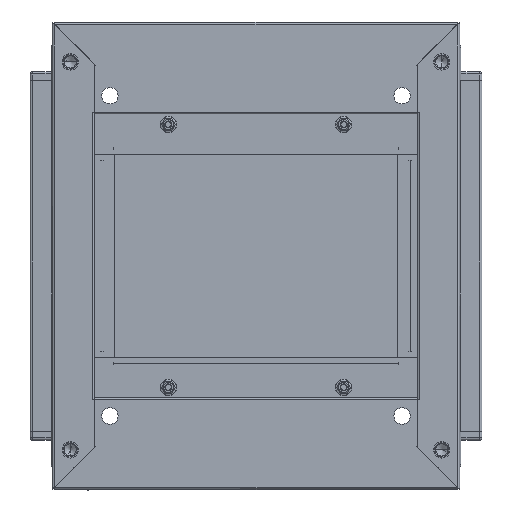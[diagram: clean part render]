
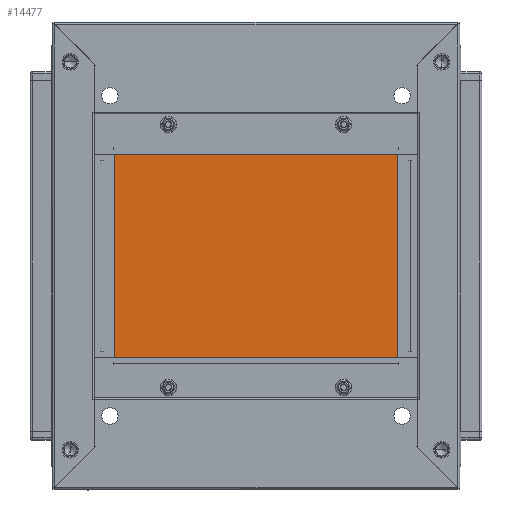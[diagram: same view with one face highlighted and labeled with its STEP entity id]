
A CAD part, top view. The second image highlights one B-rep face of the part: STEP entity #14477.
In plain terms, the highlighted planar face has unit normal (0, 0, 1).
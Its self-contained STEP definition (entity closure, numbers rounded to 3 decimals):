
#75 = CARTESIAN_POINT ( 'NONE',  ( -100., 140., 0. ) ) ;
#76 = DIRECTION ( 'NONE',  ( -1., 0., 0. ) ) ;
#82 = CARTESIAN_POINT ( 'NONE',  ( 100., 140., 0. ) ) ;
#83 = DIRECTION ( 'NONE',  ( 0., 1., 0. ) ) ;
#86 = CARTESIAN_POINT ( 'NONE',  ( -100., -140., 0. ) ) ;
#90 = DIRECTION ( 'NONE',  ( 1., 0., 0. ) ) ;
#1080 = CARTESIAN_POINT ( 'NONE',  ( -100., -140., 0. ) ) ;
#1093 = PLANE ( 'NONE',  #28503 ) ;
#1103 = DIRECTION ( 'NONE',  ( 0., 0., 1. ) ) ;
#1105 = DIRECTION ( 'NONE',  ( 1., 0., 0. ) ) ;
#7842 = VERTEX_POINT ( 'NONE', #20469 ) ;
#7843 = VERTEX_POINT ( 'NONE', #20470 ) ;
#7846 = VERTEX_POINT ( 'NONE', #20473 ) ;
#7848 = VERTEX_POINT ( 'NONE', #20475 ) ;
#13168 = CARTESIAN_POINT ( 'NONE',  ( -100., 140., 0. ) ) ;
#13170 = DIRECTION ( 'NONE',  ( 0., -1., 0. ) ) ;
#14477 = ADVANCED_FACE ( 'NONE', ( #38640 ), #1093, .T. ) ;
#20062 = EDGE_LOOP ( 'NONE', ( #30712, #30710, #30709, #30708 ) ) ;
#20469 = CARTESIAN_POINT ( 'NONE',  ( -100., 140., 0. ) ) ;
#20470 = CARTESIAN_POINT ( 'NONE',  ( -100., -140., 0. ) ) ;
#20473 = CARTESIAN_POINT ( 'NONE',  ( 100., 140., 0. ) ) ;
#20475 = CARTESIAN_POINT ( 'NONE',  ( 100., -140., 0. ) ) ;
#27346 = EDGE_CURVE ( 'NONE', #7842, #7843, #51366, .T. ) ;
#27369 = EDGE_CURVE ( 'NONE', #7846, #7842, #51400, .T. ) ;
#27372 = EDGE_CURVE ( 'NONE', #7848, #7846, #51405, .T. ) ;
#27375 = EDGE_CURVE ( 'NONE', #7843, #7848, #51391, .T. ) ;
#28503 = AXIS2_PLACEMENT_3D ( 'NONE', #1080, #1103, #1105 ) ;
#30708 = ORIENTED_EDGE ( 'NONE', *, *, #27369, .T. ) ;
#30709 = ORIENTED_EDGE ( 'NONE', *, *, #27372, .T. ) ;
#30710 = ORIENTED_EDGE ( 'NONE', *, *, #27375, .T. ) ;
#30712 = ORIENTED_EDGE ( 'NONE', *, *, #27346, .T. ) ;
#38640 = FACE_OUTER_BOUND ( 'NONE', #20062, .T. ) ;
#51366 = LINE ( 'NONE', #13168, #51367 ) ;
#51367 = VECTOR ( 'NONE', #13170, 1000. ) ;
#51391 = LINE ( 'NONE', #86, #51409 ) ;
#51400 = LINE ( 'NONE', #75, #51401 ) ;
#51401 = VECTOR ( 'NONE', #76, 1000. ) ;
#51405 = LINE ( 'NONE', #82, #51406 ) ;
#51406 = VECTOR ( 'NONE', #83, 1000. ) ;
#51409 = VECTOR ( 'NONE', #90, 1000. ) ;
